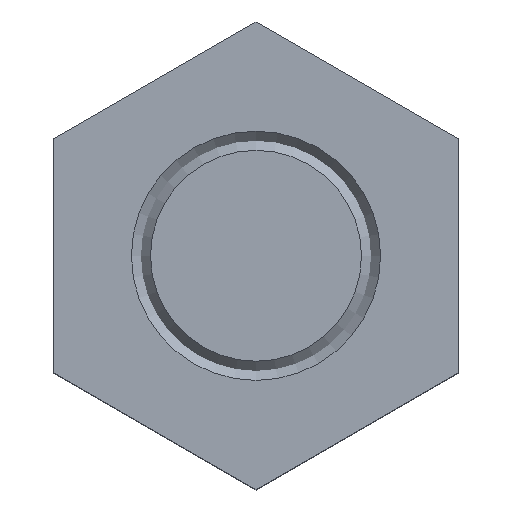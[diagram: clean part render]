
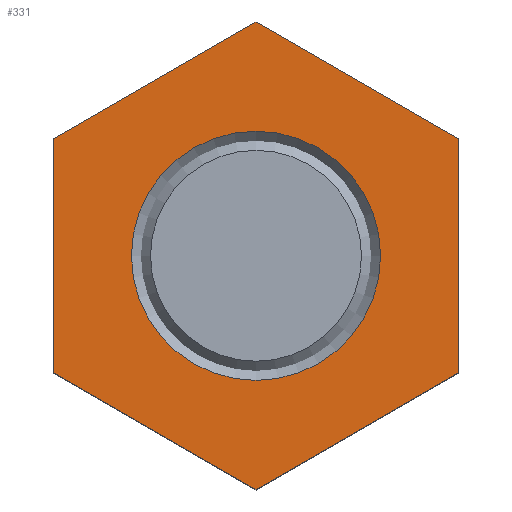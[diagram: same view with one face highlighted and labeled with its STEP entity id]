
A CAD part, top view. The second image highlights one B-rep face of the part: STEP entity #331.
In plain terms, the highlighted face is planar.
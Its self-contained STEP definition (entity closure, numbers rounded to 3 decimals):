
#20=LINE('',#487,#38);
#23=LINE('',#493,#41);
#26=LINE('',#499,#44);
#29=LINE('',#505,#47);
#32=LINE('',#511,#50);
#35=LINE('',#516,#53);
#38=VECTOR('',#412,1000.);
#41=VECTOR('',#417,1000.);
#44=VECTOR('',#422,1000.);
#47=VECTOR('',#427,1000.);
#50=VECTOR('',#432,1000.);
#53=VECTOR('',#437,1000.);
#113=ORIENTED_EDGE('',*,*,#157,.F.);
#114=ORIENTED_EDGE('',*,*,#141,.F.);
#115=ORIENTED_EDGE('',*,*,#156,.F.);
#116=ORIENTED_EDGE('',*,*,#153,.F.);
#117=ORIENTED_EDGE('',*,*,#150,.F.);
#118=ORIENTED_EDGE('',*,*,#147,.F.);
#119=ORIENTED_EDGE('',*,*,#144,.F.);
#141=EDGE_CURVE('',#169,#170,#20,.T.);
#144=EDGE_CURVE('',#170,#172,#23,.T.);
#147=EDGE_CURVE('',#172,#174,#26,.T.);
#150=EDGE_CURVE('',#174,#176,#29,.T.);
#153=EDGE_CURVE('',#176,#178,#32,.T.);
#156=EDGE_CURVE('',#178,#169,#35,.T.);
#157=EDGE_CURVE('',#179,#179,#189,.T.);
#169=VERTEX_POINT('',#486);
#170=VERTEX_POINT('',#488);
#172=VERTEX_POINT('',#494);
#174=VERTEX_POINT('',#500);
#176=VERTEX_POINT('',#506);
#178=VERTEX_POINT('',#512);
#179=VERTEX_POINT('',#519);
#189=CIRCLE('',#368,4.);
#211=EDGE_LOOP('',(#113));
#212=EDGE_LOOP('',(#114,#115,#116,#117,#118,#119));
#239=FACE_BOUND('',#211,.T.);
#240=FACE_BOUND('',#212,.T.);
#258=PLANE('',#367);
#331=ADVANCED_FACE('',(#239,#240),#258,.F.);
#367=AXIS2_PLACEMENT_3D('',#517,#438,#439);
#368=AXIS2_PLACEMENT_3D('',#518,#440,#441);
#412=DIRECTION('',(0.,0.,1.));
#417=DIRECTION('',(0.866,0.,0.5));
#422=DIRECTION('',(0.866,0.,-0.5));
#427=DIRECTION('',(0.,0.,-1.));
#432=DIRECTION('',(-0.866,0.,-0.5));
#437=DIRECTION('',(-0.866,0.,0.5));
#438=DIRECTION('',(0.,1.,0.));
#439=DIRECTION('',(0.,0.,1.));
#440=DIRECTION('',(0.,-1.,0.));
#441=DIRECTION('',(0.,0.,-1.));
#486=CARTESIAN_POINT('',(-6.5,-4.,-3.753));
#487=CARTESIAN_POINT('',(-6.5,-4.,-3.753));
#488=CARTESIAN_POINT('',(-6.5,-4.,3.753));
#493=CARTESIAN_POINT('',(-6.5,-4.,3.753));
#494=CARTESIAN_POINT('',(0.,-4.,7.506));
#499=CARTESIAN_POINT('',(0.,-4.,7.506));
#500=CARTESIAN_POINT('',(6.5,-4.,3.753));
#505=CARTESIAN_POINT('',(6.5,-4.,3.753));
#506=CARTESIAN_POINT('',(6.5,-4.,-3.753));
#511=CARTESIAN_POINT('',(6.5,-4.,-3.753));
#512=CARTESIAN_POINT('',(0.,-4.,-7.506));
#516=CARTESIAN_POINT('',(0.,-4.,-7.506));
#517=CARTESIAN_POINT('',(0.,-4.,0.));
#518=CARTESIAN_POINT('',(0.,-4.,0.));
#519=CARTESIAN_POINT('',(0.,-4.,-4.));
